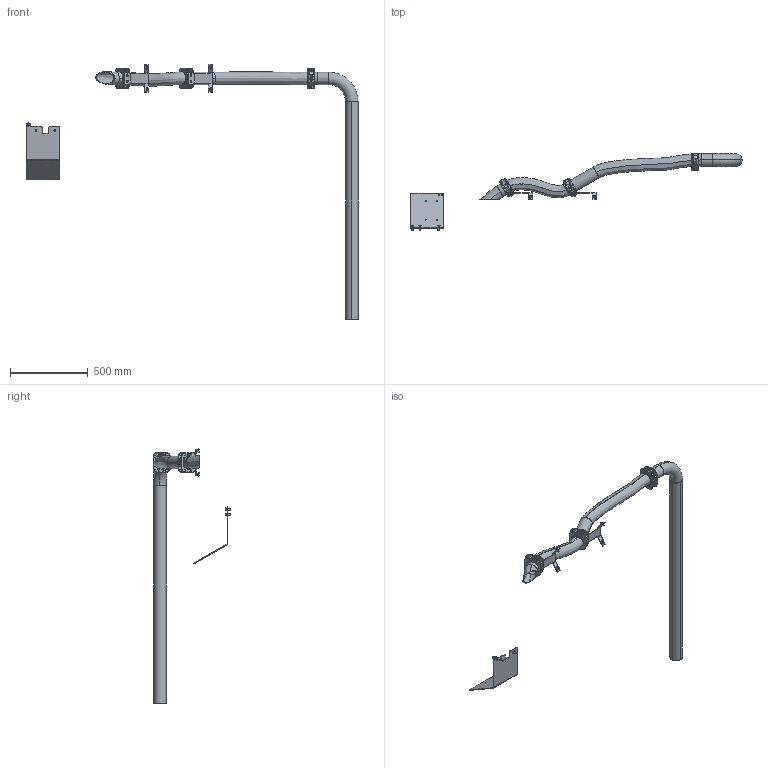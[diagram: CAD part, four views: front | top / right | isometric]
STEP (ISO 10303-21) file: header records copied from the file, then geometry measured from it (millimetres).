
FILE_DESCRIPTION (( 'STEP AP214' ), '1' );
FILE_NAME ('P2147-2.STEP', '2023-01-18T10:27:53', ( '' ), ( '' ), 'SwSTEP 2.0', 'SolidWorks 2021', '' );
FILE_SCHEMA (( 'AUTOMOTIVE_DESIGN' ));
Length unit declared in the file: millimetre
Products named in the file (1): P2147-2
Bounding box: 2135.37 x 500.37 x 1638.36 mm (x, y, z)
Volume: 4221042.3 mm3; surface area: 2015383.4 mm2
Topology: 45 solids, 45 shells, 2167 faces, 5359 edges, 3317 vertices
Faces by surface type: plane 757, cylinder 631, bspline 504, cone 167, torus 60, sphere 48
Entity records: 157808 total; most frequent: CARTESIAN_POINT 86555, ORIENTED_EDGE 10670, DIRECTION 8554, EDGE_CURVE 5335, VERTEX_POINT 3317, AXIS2_PLACEMENT_3D 3135, EDGE_LOOP 2362, LINE 2284
